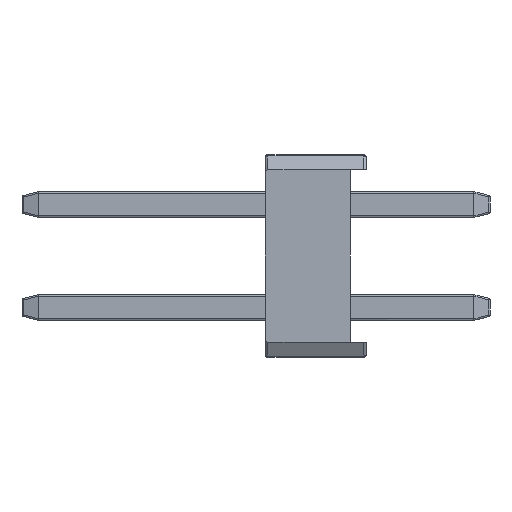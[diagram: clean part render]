
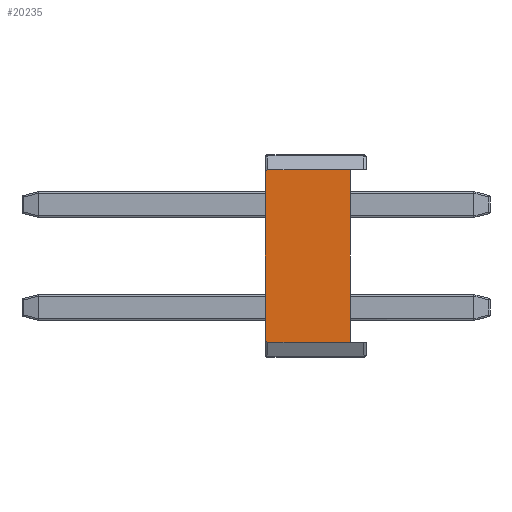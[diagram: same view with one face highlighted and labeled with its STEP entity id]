
A CAD part, left-side view. The second image highlights one B-rep face of the part: STEP entity #20235.
In plain terms, the highlighted planar face has unit normal (-1, 0, 0).
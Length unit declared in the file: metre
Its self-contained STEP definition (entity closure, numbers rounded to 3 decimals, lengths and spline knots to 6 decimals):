
#603=PLANE('',#22921);
#2696=LINE('',#36390,#4320);
#2740=LINE('',#36490,#4364);
#2741=LINE('',#36492,#4365);
#2742=LINE('',#36493,#4366);
#4320=VECTOR('',#28894,1.);
#4364=VECTOR('',#29002,1.);
#4365=VECTOR('',#29005,1.);
#4366=VECTOR('',#29006,1.);
#10410=ORIENTED_EDGE('',*,*,#13661,.F.);
#10411=ORIENTED_EDGE('',*,*,#13572,.T.);
#10412=ORIENTED_EDGE('',*,*,#13662,.T.);
#10413=ORIENTED_EDGE('',*,*,#13608,.F.);
#10414=ORIENTED_EDGE('',*,*,#13660,.F.);
#10415=ORIENTED_EDGE('',*,*,#13594,.T.);
#13572=EDGE_CURVE('',#15456,#15457,#16341,.T.);
#13594=EDGE_CURVE('',#15471,#15472,#16344,.T.);
#13608=EDGE_CURVE('',#15480,#15481,#2696,.T.);
#13660=EDGE_CURVE('',#15471,#15480,#2740,.T.);
#13661=EDGE_CURVE('',#15456,#15472,#2741,.T.);
#13662=EDGE_CURVE('',#15457,#15481,#2742,.T.);
#15456=VERTEX_POINT('',#36220);
#15457=VERTEX_POINT('',#36221);
#15471=VERTEX_POINT('',#36337);
#15472=VERTEX_POINT('',#36338);
#15480=VERTEX_POINT('',#36391);
#15481=VERTEX_POINT('',#36392);
#16341=CIRCLE('',#22872,0.00007);
#16344=CIRCLE('',#22882,0.00007);
#17601=EDGE_LOOP('',(#10410,#10411,#10412,#10413,#10414,#10415));
#18903=FACE_BOUND('',#17601,.T.);
#20235=ADVANCED_FACE('',(#18903),#603,.F.);
#22872=AXIS2_PLACEMENT_3D('',#36219,#28842,#28843);
#22882=AXIS2_PLACEMENT_3D('',#36336,#28872,#28873);
#22921=AXIS2_PLACEMENT_3D('',#36491,#29003,#29004);
#28842=DIRECTION('',(-1.,0.,0.));
#28843=DIRECTION('',(0.,0.,-1.));
#28872=DIRECTION('',(-1.,0.,0.));
#28873=DIRECTION('',(0.,0.,-1.));
#28894=DIRECTION('',(0.,0.,-1.));
#29002=DIRECTION('',(0.,-1.,0.));
#29003=DIRECTION('',(1.,0.,0.));
#29004=DIRECTION('',(0.,0.,-1.));
#29005=DIRECTION('',(0.,0.,1.));
#29006=DIRECTION('',(0.,-1.,0.));
#36219=CARTESIAN_POINT('',(-0.00127,0.00118,-0.002055));
#36220=CARTESIAN_POINT('',(-0.00127,0.00125,-0.002055));
#36221=CARTESIAN_POINT('',(-0.00127,0.00118,-0.002125));
#36336=CARTESIAN_POINT('',(-0.00127,0.00118,0.002055));
#36337=CARTESIAN_POINT('',(-0.00127,0.00118,0.002125));
#36338=CARTESIAN_POINT('',(-0.00127,0.00125,0.002055));
#36390=CARTESIAN_POINT('',(-0.00127,-0.00085,-0.002125));
#36391=CARTESIAN_POINT('',(-0.00127,-0.00085,0.002125));
#36392=CARTESIAN_POINT('',(-0.00127,-0.00085,-0.002125));
#36490=CARTESIAN_POINT('',(-0.00127,0.00125,0.002125));
#36491=CARTESIAN_POINT('',(-0.00127,0.00125,-0.002125));
#36492=CARTESIAN_POINT('',(-0.00127,0.00125,-0.002125));
#36493=CARTESIAN_POINT('',(-0.00127,0.00125,-0.002125));
